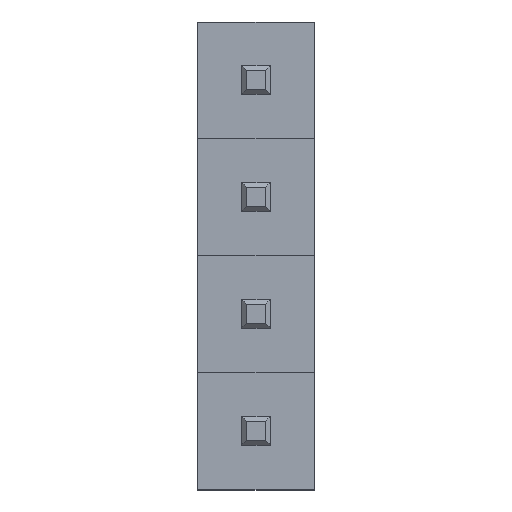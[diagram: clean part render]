
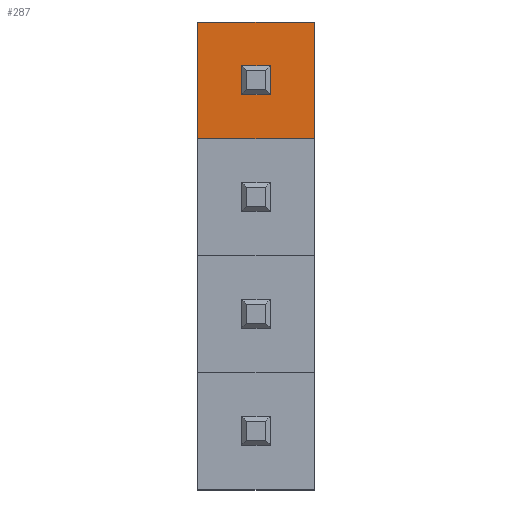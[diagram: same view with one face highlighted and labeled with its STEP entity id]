
A CAD part, top view. The second image highlights one B-rep face of the part: STEP entity #287.
In plain terms, the highlighted face is planar.
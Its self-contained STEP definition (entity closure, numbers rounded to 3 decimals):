
#287=ADVANCED_FACE('',(#486,#488),#490,.T.);
#486=FACE_BOUND('',#487,.T.);
#487=EDGE_LOOP('',(#633,#634,#635,#636));
#488=FACE_BOUND('',#489,.T.);
#489=EDGE_LOOP('',(#637,#638,#639,#640));
#490=PLANE('',#491);
#491=AXIS2_PLACEMENT_3D('',#492,#493,#494);
#492=CARTESIAN_POINT('',(0.,2.6,0.));
#493=DIRECTION('',(-0.,1.,0.));
#494=DIRECTION('',(1.,0.,0.));
#633=ORIENTED_EDGE('',*,*,#716,.T.);
#634=ORIENTED_EDGE('',*,*,#714,.T.);
#635=ORIENTED_EDGE('',*,*,#712,.T.);
#636=ORIENTED_EDGE('',*,*,#710,.T.);
#637=ORIENTED_EDGE('',*,*,#721,.F.);
#638=ORIENTED_EDGE('',*,*,#722,.F.);
#639=ORIENTED_EDGE('',*,*,#723,.F.);
#640=ORIENTED_EDGE('',*,*,#724,.F.);
#710=EDGE_CURVE('',#775,#773,#776,.T.);
#712=EDGE_CURVE('',#778,#775,#779,.T.);
#714=EDGE_CURVE('',#781,#778,#782,.T.);
#716=EDGE_CURVE('',#773,#781,#784,.T.);
#721=EDGE_CURVE('',#793,#794,#795,.T.);
#722=EDGE_CURVE('',#796,#793,#797,.T.);
#723=EDGE_CURVE('',#798,#796,#799,.T.);
#724=EDGE_CURVE('',#794,#798,#800,.T.);
#773=VERTEX_POINT('',#889);
#775=VERTEX_POINT('',#893);
#776=LINE('',#894,#895);
#778=VERTEX_POINT('',#900);
#779=LINE('',#901,#902);
#781=VERTEX_POINT('',#907);
#782=LINE('',#908,#909);
#784=LINE('',#914,#915);
#793=VERTEX_POINT('',#933);
#794=VERTEX_POINT('',#934);
#795=LINE('',#935,#936);
#796=VERTEX_POINT('',#938);
#797=LINE('',#939,#940);
#798=VERTEX_POINT('',#942);
#799=LINE('',#943,#944);
#800=LINE('',#946,#947);
#889=CARTESIAN_POINT('',(0.,2.6,-2.54));
#893=CARTESIAN_POINT('',(2.54,2.6,-2.54));
#894=CARTESIAN_POINT('',(2.54,2.6,-2.54));
#895=VECTOR('',#896,1.);
#896=DIRECTION('',(-1.,0.,0.));
#900=CARTESIAN_POINT('',(2.54,2.6,0.));
#901=CARTESIAN_POINT('',(2.54,2.6,0.));
#902=VECTOR('',#903,1.);
#903=DIRECTION('',(0.,0.,-1.));
#907=CARTESIAN_POINT('',(0.,2.6,0.));
#908=CARTESIAN_POINT('',(0.,2.6,0.));
#909=VECTOR('',#910,1.);
#910=DIRECTION('',(1.,0.,0.));
#914=CARTESIAN_POINT('',(0.,2.6,-2.54));
#915=VECTOR('',#916,1.);
#916=DIRECTION('',(0.,0.,1.));
#933=CARTESIAN_POINT('',(0.96,2.6,-1.58));
#934=CARTESIAN_POINT('',(0.96,2.6,-0.96));
#935=CARTESIAN_POINT('',(0.96,2.6,-1.58));
#936=VECTOR('',#937,1.);
#937=DIRECTION('',(0.,0.,1.));
#938=CARTESIAN_POINT('',(1.58,2.6,-1.58));
#939=CARTESIAN_POINT('',(1.58,2.6,-1.58));
#940=VECTOR('',#941,1.);
#941=DIRECTION('',(-1.,0.,0.));
#942=CARTESIAN_POINT('',(1.58,2.6,-0.96));
#943=CARTESIAN_POINT('',(1.58,2.6,-0.96));
#944=VECTOR('',#945,1.);
#945=DIRECTION('',(0.,0.,-1.));
#946=CARTESIAN_POINT('',(0.96,2.6,-0.96));
#947=VECTOR('',#948,1.);
#948=DIRECTION('',(1.,0.,0.));
